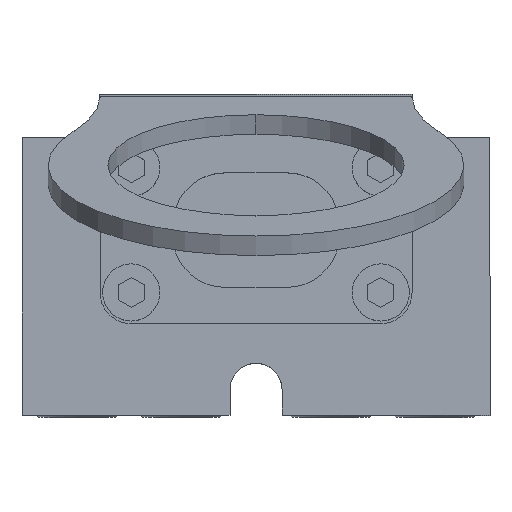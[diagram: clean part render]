
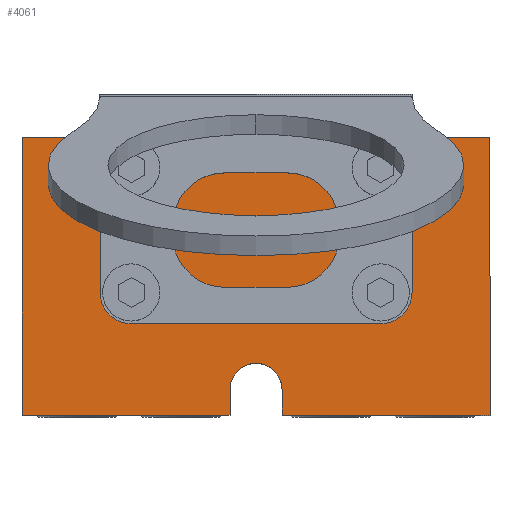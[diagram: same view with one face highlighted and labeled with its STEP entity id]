
A CAD part, top view. The second image highlights one B-rep face of the part: STEP entity #4061.
In plain terms, the highlighted planar face has unit normal (0, 0, 1).
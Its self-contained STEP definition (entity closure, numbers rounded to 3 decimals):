
#4 = VERTEX_POINT ( 'NONE', #3870 ) ;
#210 = EDGE_CURVE ( 'NONE', #3957, #3799, #7630, .T. ) ;
#246 = CARTESIAN_POINT ( 'NONE',  ( -22.5, -17.835, 16. ) ) ;
#368 = AXIS2_PLACEMENT_3D ( 'NONE', #1945, #5940, #2534 ) ;
#409 = DIRECTION ( 'NONE',  ( 0., 1., 0. ) ) ;
#466 = AXIS2_PLACEMENT_3D ( 'NONE', #3580, #543, #4669 ) ;
#543 = DIRECTION ( 'NONE',  ( 0., 0., 1. ) ) ;
#619 = ORIENTED_EDGE ( 'NONE', *, *, #4315, .F. ) ;
#654 = DIRECTION ( 'NONE',  ( 0., 0., 1. ) ) ;
#694 = VECTOR ( 'NONE', #1289, 1000. ) ;
#1008 = VERTEX_POINT ( 'NONE', #7118 ) ;
#1013 = CARTESIAN_POINT ( 'NONE',  ( 12., 5.965, 16. ) ) ;
#1020 = ORIENTED_EDGE ( 'NONE', *, *, #5694, .F. ) ;
#1033 = VECTOR ( 'NONE', #3623, 1000. ) ;
#1228 = DIRECTION ( 'NONE',  ( 1., 0., 0. ) ) ;
#1271 = DIRECTION ( 'NONE',  ( 0., 0., 1. ) ) ;
#1289 = DIRECTION ( 'NONE',  ( 0., 1., 0. ) ) ;
#1303 = DIRECTION ( 'NONE',  ( 0., 0., 1. ) ) ;
#1512 = EDGE_CURVE ( 'NONE', #6563, #4521, #1884, .T. ) ;
#1514 = ORIENTED_EDGE ( 'NONE', *, *, #5624, .T. ) ;
#1667 = CARTESIAN_POINT ( 'NONE',  ( 22.5, 8.865, 16. ) ) ;
#1721 = CARTESIAN_POINT ( 'NONE',  ( -13.6, 5.965, 16. ) ) ;
#1833 = VECTOR ( 'NONE', #409, 1000. ) ;
#1884 = CIRCLE ( 'NONE', #2585, 1.6 ) ;
#1892 = AXIS2_PLACEMENT_3D ( 'NONE', #2943, #6956, #3526 ) ;
#1945 = CARTESIAN_POINT ( 'NONE',  ( -12., -6.035, 16. ) ) ;
#1948 = EDGE_CURVE ( 'NONE', #2259, #5207, #6267, .T. ) ;
#2023 = EDGE_CURVE ( 'NONE', #4, #4821, #2143, .T. ) ;
#2026 = ORIENTED_EDGE ( 'NONE', *, *, #6397, .F. ) ;
#2077 = EDGE_LOOP ( 'NONE', ( #5385, #2392, #4400, #7654, #1514, #3365, #6137, #5638 ) ) ;
#2089 = FACE_BOUND ( 'NONE', #7166, .T. ) ;
#2143 = CIRCLE ( 'NONE', #1892, 1.6 ) ;
#2259 = VERTEX_POINT ( 'NONE', #6538 ) ;
#2278 = FACE_BOUND ( 'NONE', #4122, .T. ) ;
#2283 = LINE ( 'NONE', #5707, #3641 ) ;
#2286 = DIRECTION ( 'NONE',  ( 0., 0., 1. ) ) ;
#2392 = ORIENTED_EDGE ( 'NONE', *, *, #5769, .T. ) ;
#2394 = VECTOR ( 'NONE', #5557, 1000. ) ;
#2396 = CARTESIAN_POINT ( 'NONE',  ( -2.5, -17.835, 16. ) ) ;
#2534 = DIRECTION ( 'NONE',  ( 1., 0., 0. ) ) ;
#2585 = AXIS2_PLACEMENT_3D ( 'NONE', #1013, #1303, #1228 ) ;
#2614 = VERTEX_POINT ( 'NONE', #246 ) ;
#2670 = LINE ( 'NONE', #7072, #1033 ) ;
#2857 = CARTESIAN_POINT ( 'NONE',  ( 10.4, -6.035, 16. ) ) ;
#2862 = CIRCLE ( 'NONE', #5604, 2.5 ) ;
#2912 = DIRECTION ( 'NONE',  ( 1., 0., 0. ) ) ;
#2943 = CARTESIAN_POINT ( 'NONE',  ( 12., -6.035, 16. ) ) ;
#2969 = CARTESIAN_POINT ( 'NONE',  ( -10.4, 5.965, 16. ) ) ;
#3058 = VERTEX_POINT ( 'NONE', #5252 ) ;
#3106 = FACE_OUTER_BOUND ( 'NONE', #2077, .T. ) ;
#3152 = DIRECTION ( 'NONE',  ( 1., 0., 0. ) ) ;
#3191 = VERTEX_POINT ( 'NONE', #3673 ) ;
#3315 = CARTESIAN_POINT ( 'NONE',  ( -12., -6.035, 16. ) ) ;
#3365 = ORIENTED_EDGE ( 'NONE', *, *, #7291, .T. ) ;
#3371 = CARTESIAN_POINT ( 'NONE',  ( 12., -6.035, 16. ) ) ;
#3412 = LINE ( 'NONE', #6895, #1833 ) ;
#3526 = DIRECTION ( 'NONE',  ( 1., 0., 0. ) ) ;
#3580 = CARTESIAN_POINT ( 'NONE',  ( -22.5, -17.835, 16. ) ) ;
#3595 = CIRCLE ( 'NONE', #6458, 1.6 ) ;
#3623 = DIRECTION ( 'NONE',  ( 0., -1., 0. ) ) ;
#3641 = VECTOR ( 'NONE', #2912, 1000. ) ;
#3673 = CARTESIAN_POINT ( 'NONE',  ( 2.5, -15.335, 16. ) ) ;
#3799 = VERTEX_POINT ( 'NONE', #1721 ) ;
#3856 = DIRECTION ( 'NONE',  ( 1., 0., 0. ) ) ;
#3870 = CARTESIAN_POINT ( 'NONE',  ( 13.6, -6.035, 16. ) ) ;
#3900 = LINE ( 'NONE', #6778, #2394 ) ;
#3910 = DIRECTION ( 'NONE',  ( 1., 0., 0. ) ) ;
#3957 = VERTEX_POINT ( 'NONE', #2969 ) ;
#4061 = ADVANCED_FACE ( 'NONE', ( #3106, #6763, #2278, #2089, #5110 ), #7618, .T. ) ;
#4085 = CARTESIAN_POINT ( 'NONE',  ( -10.4, -6.035, 16. ) ) ;
#4098 = AXIS2_PLACEMENT_3D ( 'NONE', #5244, #6124, #7419 ) ;
#4122 = EDGE_LOOP ( 'NONE', ( #2026, #619 ) ) ;
#4199 = CARTESIAN_POINT ( 'NONE',  ( -12., 5.965, 16. ) ) ;
#4315 = EDGE_CURVE ( 'NONE', #3058, #7077, #7615, .T. ) ;
#4327 = EDGE_CURVE ( 'NONE', #1008, #5527, #5009, .T. ) ;
#4400 = ORIENTED_EDGE ( 'NONE', *, *, #4327, .T. ) ;
#4477 = CARTESIAN_POINT ( 'NONE',  ( -2.5, -15.335, 16. ) ) ;
#4479 = CARTESIAN_POINT ( 'NONE',  ( 10.4, 5.965, 16. ) ) ;
#4521 = VERTEX_POINT ( 'NONE', #4479 ) ;
#4624 = CARTESIAN_POINT ( 'NONE',  ( 2.5, -17.835, 16. ) ) ;
#4663 = VECTOR ( 'NONE', #5066, 1000. ) ;
#4669 = DIRECTION ( 'NONE',  ( 1., 0., 0. ) ) ;
#4737 = CARTESIAN_POINT ( 'NONE',  ( 0., -15.335, 16. ) ) ;
#4764 = DIRECTION ( 'NONE',  ( 1., 0., 0. ) ) ;
#4805 = CARTESIAN_POINT ( 'NONE',  ( -22.5, -17.835, 16. ) ) ;
#4821 = VERTEX_POINT ( 'NONE', #2857 ) ;
#4922 = VERTEX_POINT ( 'NONE', #4624 ) ;
#5009 = LINE ( 'NONE', #7141, #694 ) ;
#5066 = DIRECTION ( 'NONE',  ( 0., -1., 0. ) ) ;
#5078 = EDGE_CURVE ( 'NONE', #4821, #4, #3595, .T. ) ;
#5110 = FACE_BOUND ( 'NONE', #6523, .T. ) ;
#5207 = VERTEX_POINT ( 'NONE', #2396 ) ;
#5244 = CARTESIAN_POINT ( 'NONE',  ( -12., 5.965, 16. ) ) ;
#5252 = CARTESIAN_POINT ( 'NONE',  ( -13.6, -6.035, 16. ) ) ;
#5297 = EDGE_LOOP ( 'NONE', ( #5987, #5951 ) ) ;
#5302 = CIRCLE ( 'NONE', #6856, 1.6 ) ;
#5312 = DIRECTION ( 'NONE',  ( 1., 0., 0. ) ) ;
#5385 = ORIENTED_EDGE ( 'NONE', *, *, #5528, .F. ) ;
#5494 = EDGE_CURVE ( 'NONE', #4521, #6563, #6818, .T. ) ;
#5523 = VERTEX_POINT ( 'NONE', #6868 ) ;
#5527 = VERTEX_POINT ( 'NONE', #1667 ) ;
#5528 = EDGE_CURVE ( 'NONE', #4922, #3191, #3412, .T. ) ;
#5557 = DIRECTION ( 'NONE',  ( 1., 0., 0. ) ) ;
#5604 = AXIS2_PLACEMENT_3D ( 'NONE', #4737, #1271, #5312 ) ;
#5624 = EDGE_CURVE ( 'NONE', #5523, #2614, #2670, .T. ) ;
#5638 = ORIENTED_EDGE ( 'NONE', *, *, #5683, .F. ) ;
#5678 = CARTESIAN_POINT ( 'NONE',  ( 12., 5.965, 16. ) ) ;
#5683 = EDGE_CURVE ( 'NONE', #3191, #2259, #2862, .T. ) ;
#5694 = EDGE_CURVE ( 'NONE', #3799, #3957, #5302, .T. ) ;
#5707 = CARTESIAN_POINT ( 'NONE',  ( -22.5, -17.835, 16. ) ) ;
#5715 = AXIS2_PLACEMENT_3D ( 'NONE', #5678, #2286, #6295 ) ;
#5757 = CIRCLE ( 'NONE', #7420, 1.6 ) ;
#5769 = EDGE_CURVE ( 'NONE', #4922, #1008, #6525, .T. ) ;
#5940 = DIRECTION ( 'NONE',  ( 0., 0., 1. ) ) ;
#5951 = ORIENTED_EDGE ( 'NONE', *, *, #5078, .F. ) ;
#5953 = EDGE_CURVE ( 'NONE', #5523, #5527, #3900, .T. ) ;
#5987 = ORIENTED_EDGE ( 'NONE', *, *, #2023, .F. ) ;
#6124 = DIRECTION ( 'NONE',  ( 0., 0., 1. ) ) ;
#6137 = ORIENTED_EDGE ( 'NONE', *, *, #1948, .F. ) ;
#6267 = LINE ( 'NONE', #4477, #4663 ) ;
#6295 = DIRECTION ( 'NONE',  ( 1., 0., 0. ) ) ;
#6347 = VECTOR ( 'NONE', #3152, 1000. ) ;
#6397 = EDGE_CURVE ( 'NONE', #7077, #3058, #5757, .T. ) ;
#6408 = ORIENTED_EDGE ( 'NONE', *, *, #1512, .F. ) ;
#6458 = AXIS2_PLACEMENT_3D ( 'NONE', #3371, #7395, #3910 ) ;
#6460 = ORIENTED_EDGE ( 'NONE', *, *, #210, .F. ) ;
#6523 = EDGE_LOOP ( 'NONE', ( #6408, #6681 ) ) ;
#6525 = LINE ( 'NONE', #4805, #6347 ) ;
#6538 = CARTESIAN_POINT ( 'NONE',  ( -2.5, -15.335, 16. ) ) ;
#6563 = VERTEX_POINT ( 'NONE', #7582 ) ;
#6681 = ORIENTED_EDGE ( 'NONE', *, *, #5494, .F. ) ;
#6763 = FACE_BOUND ( 'NONE', #5297, .T. ) ;
#6778 = CARTESIAN_POINT ( 'NONE',  ( -22.5, 8.865, 16. ) ) ;
#6818 = CIRCLE ( 'NONE', #5715, 1.6 ) ;
#6856 = AXIS2_PLACEMENT_3D ( 'NONE', #4199, #654, #4764 ) ;
#6868 = CARTESIAN_POINT ( 'NONE',  ( -22.5, 8.865, 16. ) ) ;
#6895 = CARTESIAN_POINT ( 'NONE',  ( 2.5, -15.335, 16. ) ) ;
#6956 = DIRECTION ( 'NONE',  ( 0., 0., 1. ) ) ;
#7072 = CARTESIAN_POINT ( 'NONE',  ( -22.5, 8.965, 16. ) ) ;
#7077 = VERTEX_POINT ( 'NONE', #4085 ) ;
#7118 = CARTESIAN_POINT ( 'NONE',  ( 22.5, -17.835, 16. ) ) ;
#7141 = CARTESIAN_POINT ( 'NONE',  ( 22.5, 8.965, 16. ) ) ;
#7166 = EDGE_LOOP ( 'NONE', ( #6460, #1020 ) ) ;
#7291 = EDGE_CURVE ( 'NONE', #2614, #5207, #2283, .T. ) ;
#7337 = DIRECTION ( 'NONE',  ( 0., 0., 1. ) ) ;
#7395 = DIRECTION ( 'NONE',  ( 0., 0., 1. ) ) ;
#7419 = DIRECTION ( 'NONE',  ( 1., 0., 0. ) ) ;
#7420 = AXIS2_PLACEMENT_3D ( 'NONE', #3315, #7337, #3856 ) ;
#7582 = CARTESIAN_POINT ( 'NONE',  ( 13.6, 5.965, 16. ) ) ;
#7615 = CIRCLE ( 'NONE', #368, 1.6 ) ;
#7618 = PLANE ( 'NONE',  #466 ) ;
#7630 = CIRCLE ( 'NONE', #4098, 1.6 ) ;
#7654 = ORIENTED_EDGE ( 'NONE', *, *, #5953, .F. ) ;
